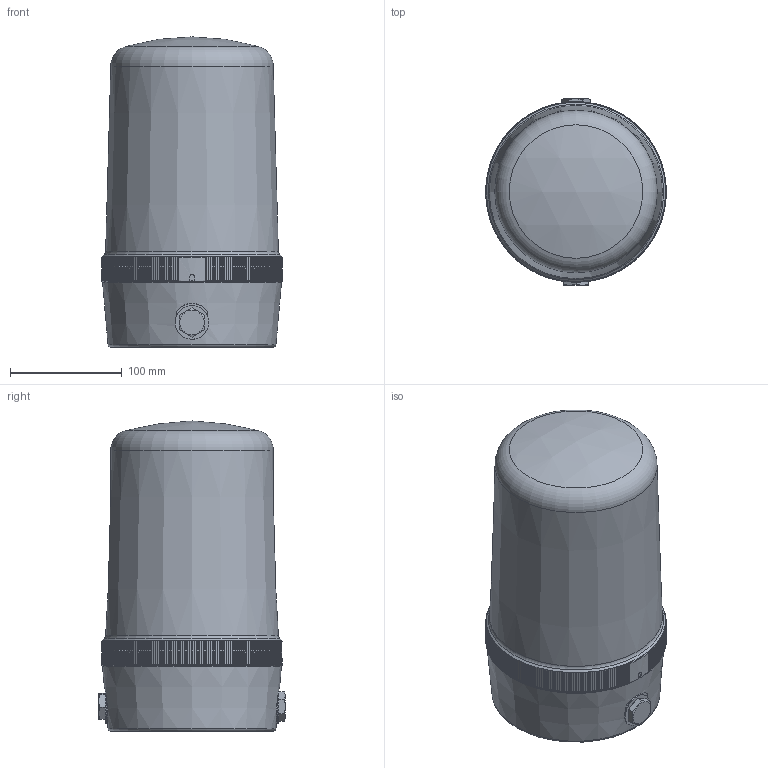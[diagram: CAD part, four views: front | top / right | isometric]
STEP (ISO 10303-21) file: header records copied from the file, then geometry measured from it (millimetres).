
FILE_DESCRIPTION(/* description */ (''),/* implementation_level */ '2;1');
FILE_NAME(/* name */ 'MLM_MBM_MFM_MRM.stp',/* time_stamp */ '2014-05-27T14:08:47+02:00',/* author */ (''),/* organization */ (''),/* preprocessor_version */ 'ST-DEVELOPER v11',/* originating_system */ 'SIEMENS PLM Software NX 7.5',/* authorisation */ '');
FILE_SCHEMA (('AUTOMOTIVE_DESIGN { 1 0 10303 214 1 1 1 1 }'));
Length unit declared in the file: millimetre
Products named in the file (1): m.ne804E7xzg
Bounding box: 161.4 x 166.8 x 277.3 mm (x, y, z)
Volume: 4848919.7 mm3; surface area: 172146.8 mm2
Topology: 1 solids, 5 shells, 1083 faces, 2667 edges, 1620 vertices
Faces by surface type: plane 792, cone 238, cylinder 43, torus 5, bspline 4, sphere 1
Full cylindrical faces by diameter (mm): 5 x1, 6.5 x3, 7 x2, 13.8 x2, 14 x3, 18.25 x2, 21 x1, 22 x2, 30 x2, 143.7 x1, 153.2 x1, 160.4 x1, 161.4 x1
Entity records: 39987 total; most frequent: CARTESIAN_POINT 8888, ORIENTED_EDGE 5250, DIRECTION 5064, EDGE_CURVE 2625, AXIS2_PLACEMENT_3D 1866, VERTEX_POINT 1612, LINE 1332, VECTOR 1332
